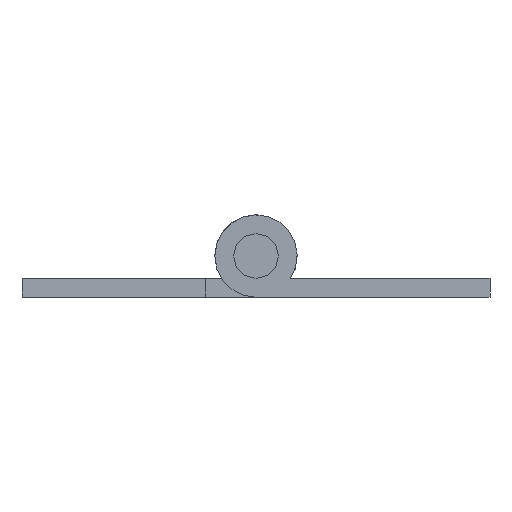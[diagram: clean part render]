
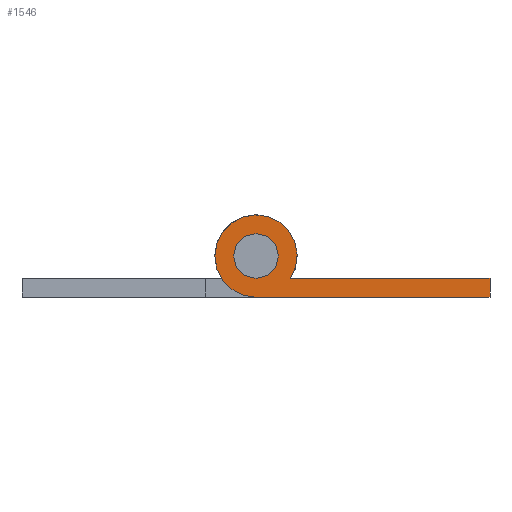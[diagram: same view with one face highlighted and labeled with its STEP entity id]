
A CAD part, front view. The second image highlights one B-rep face of the part: STEP entity #1546.
In plain terms, the highlighted planar face has unit normal (0, -1, 0).
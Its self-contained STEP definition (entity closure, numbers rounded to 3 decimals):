
#986 = EDGE_CURVE ( 'NONE', #989, #987, #13120, .T. ) ;
#987 = VERTEX_POINT ( 'NONE', #13115 ) ;
#989 = VERTEX_POINT ( 'NONE', #13114 ) ;
#1511 = EDGE_CURVE ( 'NONE', #1512, #1513, #14126, .T. ) ;
#1512 = VERTEX_POINT ( 'NONE', #14122 ) ;
#1513 = VERTEX_POINT ( 'NONE', #14121 ) ;
#1546 = ADVANCED_FACE ( 'NONE', ( #14196, #14195 ), #14194, .F. ) ;
#1547 = EDGE_LOOP ( 'NONE', ( #1548, #1552, #1554, #1555 ) ) ;
#1548 = ORIENTED_EDGE ( 'NONE', *, *, #1549, .F. ) ;
#1549 = EDGE_CURVE ( 'NONE', #1550, #1551, #14193, .T. ) ;
#1550 = VERTEX_POINT ( 'NONE', #14185 ) ;
#1551 = VERTEX_POINT ( 'NONE', #14184 ) ;
#1552 = ORIENTED_EDGE ( 'NONE', *, *, #1553, .F. ) ;
#1553 = EDGE_CURVE ( 'NONE', #1513, #1550, #14183, .T. ) ;
#1554 = ORIENTED_EDGE ( 'NONE', *, *, #1511, .F. ) ;
#1555 = ORIENTED_EDGE ( 'NONE', *, *, #1556, .F. ) ;
#1556 = EDGE_CURVE ( 'NONE', #1551, #1512, #14179, .T. ) ;
#1557 = EDGE_LOOP ( 'NONE', ( #1558, #1559 ) ) ;
#1558 = ORIENTED_EDGE ( 'NONE', *, *, #986, .T. ) ;
#1559 = ORIENTED_EDGE ( 'NONE', *, *, #1561, .T. ) ;
#1561 = EDGE_CURVE ( 'NONE', #987, #989, #14234, .T. ) ;
#13114 = CARTESIAN_POINT ( 'NONE',  ( 0., -900., -1.2 ) ) ;
#13115 = CARTESIAN_POINT ( 'NONE',  ( 0., -900., 1.2 ) ) ;
#13116 = DIRECTION ( 'NONE',  ( 0., 0., 1. ) ) ;
#13117 = DIRECTION ( 'NONE',  ( 0., 1., 0. ) ) ;
#13118 = CARTESIAN_POINT ( 'NONE',  ( 0., -900., 0. ) ) ;
#13119 = AXIS2_PLACEMENT_3D ( 'NONE', #13118, #13117, #13116 ) ;
#13120 = CIRCLE ( 'NONE', #13119, 1.2 ) ;
#14121 = CARTESIAN_POINT ( 'NONE',  ( 1.844, -900., -1.2 ) ) ;
#14122 = CARTESIAN_POINT ( 'NONE',  ( 0., -900., -2.2 ) ) ;
#14123 = DIRECTION ( 'NONE',  ( 0., 0., 1. ) ) ;
#14124 = DIRECTION ( 'NONE',  ( 0., 1., 0. ) ) ;
#14125 = AXIS2_PLACEMENT_3D ( 'NONE', #14132, #14124, #14123 ) ;
#14126 = CIRCLE ( 'NONE', #14125, 2.2 ) ;
#14132 = CARTESIAN_POINT ( 'NONE',  ( 0., -900., 0. ) ) ;
#14176 = DIRECTION ( 'NONE',  ( -1., 0., 0. ) ) ;
#14177 = VECTOR ( 'NONE', #14176, 1000. ) ;
#14178 = CARTESIAN_POINT ( 'NONE',  ( 0., -900., -2.2 ) ) ;
#14179 = LINE ( 'NONE', #14178, #14177 ) ;
#14180 = DIRECTION ( 'NONE',  ( 1., 0., 0. ) ) ;
#14181 = VECTOR ( 'NONE', #14180, 1000. ) ;
#14182 = CARTESIAN_POINT ( 'NONE',  ( 12.5, -900., -1.2 ) ) ;
#14183 = LINE ( 'NONE', #14182, #14181 ) ;
#14184 = CARTESIAN_POINT ( 'NONE',  ( 12.5, -900., -2.2 ) ) ;
#14185 = CARTESIAN_POINT ( 'NONE',  ( 12.5, -900., -1.2 ) ) ;
#14186 = DIRECTION ( 'NONE',  ( 0., 0., -1. ) ) ;
#14187 = VECTOR ( 'NONE', #14186, 1000. ) ;
#14188 = CARTESIAN_POINT ( 'NONE',  ( 12.5, -900., -2.2 ) ) ;
#14189 = DIRECTION ( 'NONE',  ( 0., 0., 1. ) ) ;
#14190 = DIRECTION ( 'NONE',  ( 0., 1., 0. ) ) ;
#14191 = CARTESIAN_POINT ( 'NONE',  ( 0., -900., 0. ) ) ;
#14192 = AXIS2_PLACEMENT_3D ( 'NONE', #14191, #14190, #14189 ) ;
#14193 = LINE ( 'NONE', #14188, #14187 ) ;
#14194 = PLANE ( 'NONE',  #14192 ) ;
#14195 = FACE_BOUND ( 'NONE', #1557, .T. ) ;
#14196 = FACE_OUTER_BOUND ( 'NONE', #1547, .T. ) ;
#14230 = DIRECTION ( 'NONE',  ( 0., 0., 1. ) ) ;
#14231 = DIRECTION ( 'NONE',  ( 0., 1., 0. ) ) ;
#14232 = CARTESIAN_POINT ( 'NONE',  ( 0., -900., 0. ) ) ;
#14233 = AXIS2_PLACEMENT_3D ( 'NONE', #14232, #14231, #14230 ) ;
#14234 = CIRCLE ( 'NONE', #14233, 1.2 ) ;
